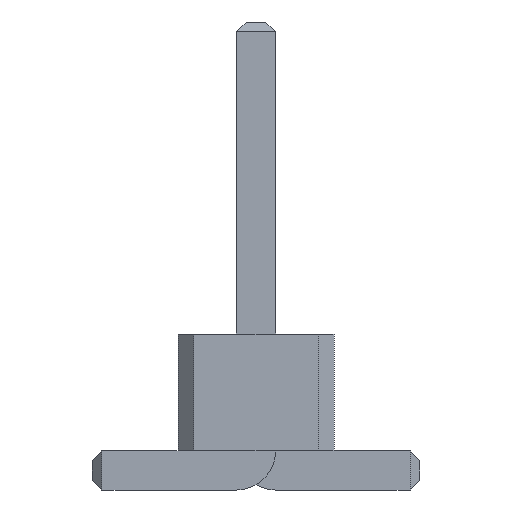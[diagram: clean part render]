
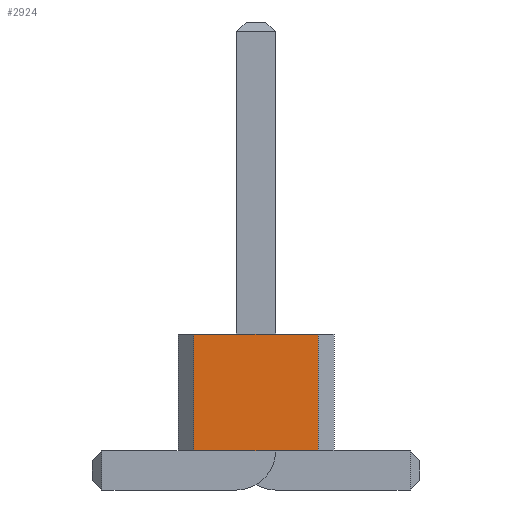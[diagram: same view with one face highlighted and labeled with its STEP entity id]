
A CAD part, front view. The second image highlights one B-rep face of the part: STEP entity #2924.
In plain terms, the highlighted planar face has unit normal (0, -1, 0).
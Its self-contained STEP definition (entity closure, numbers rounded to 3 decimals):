
#598 = VERTEX_POINT('',#599);
#599 = CARTESIAN_POINT('',(0.8,-10.,0.5));
#605 = EDGE_CURVE('',#606,#598,#608,.T.);
#606 = VERTEX_POINT('',#607);
#607 = CARTESIAN_POINT('',(-0.8,-10.,0.5));
#608 = LINE('',#609,#610);
#609 = CARTESIAN_POINT('',(-0.8,-10.,0.5));
#610 = VECTOR('',#611,1.);
#611 = DIRECTION('',(1.,0.,0.));
#1319 = VERTEX_POINT('',#1320);
#1320 = CARTESIAN_POINT('',(0.8,-10.,2.));
#1326 = EDGE_CURVE('',#1327,#1319,#1329,.T.);
#1327 = VERTEX_POINT('',#1328);
#1328 = CARTESIAN_POINT('',(-0.8,-10.,2.));
#1329 = LINE('',#1330,#1331);
#1330 = CARTESIAN_POINT('',(-0.8,-10.,2.));
#1331 = VECTOR('',#1332,1.);
#1332 = DIRECTION('',(1.,0.,0.));
#2913 = EDGE_CURVE('',#606,#1327,#2914,.T.);
#2914 = LINE('',#2915,#2916);
#2915 = CARTESIAN_POINT('',(-0.8,-10.,0.5));
#2916 = VECTOR('',#2917,1.);
#2917 = DIRECTION('',(0.,0.,1.));
#2924 = ADVANCED_FACE('',(#2925),#2936,.F.);
#2925 = FACE_BOUND('',#2926,.F.);
#2926 = EDGE_LOOP('',(#2927,#2928,#2929,#2935));
#2927 = ORIENTED_EDGE('',*,*,#2913,.T.);
#2928 = ORIENTED_EDGE('',*,*,#1326,.T.);
#2929 = ORIENTED_EDGE('',*,*,#2930,.F.);
#2930 = EDGE_CURVE('',#598,#1319,#2931,.T.);
#2931 = LINE('',#2932,#2933);
#2932 = CARTESIAN_POINT('',(0.8,-10.,0.5));
#2933 = VECTOR('',#2934,1.);
#2934 = DIRECTION('',(0.,0.,1.));
#2935 = ORIENTED_EDGE('',*,*,#605,.F.);
#2936 = PLANE('',#2937);
#2937 = AXIS2_PLACEMENT_3D('',#2938,#2939,#2940);
#2938 = CARTESIAN_POINT('',(-0.8,-10.,0.5));
#2939 = DIRECTION('',(0.,1.,0.));
#2940 = DIRECTION('',(1.,0.,0.));
